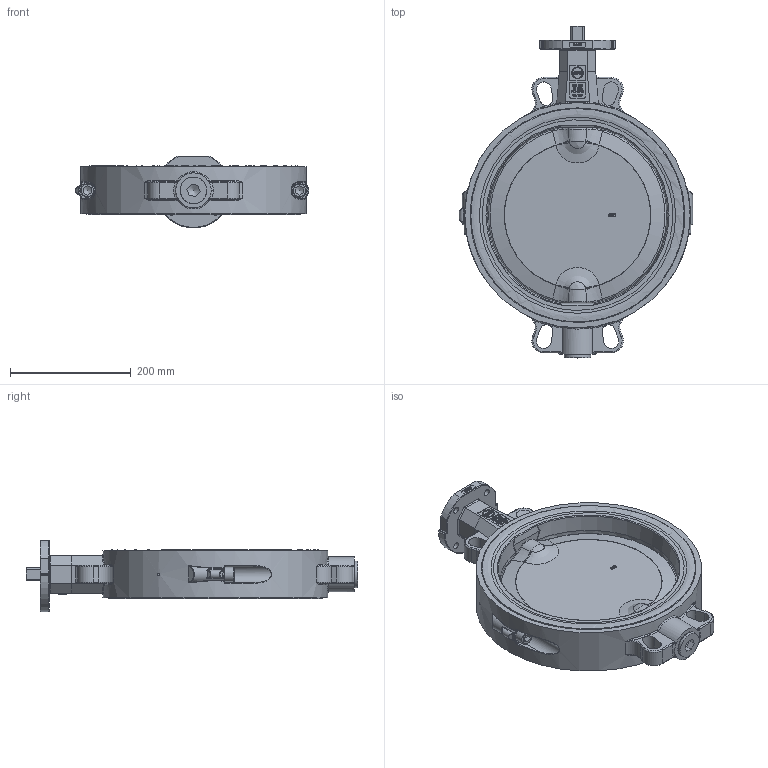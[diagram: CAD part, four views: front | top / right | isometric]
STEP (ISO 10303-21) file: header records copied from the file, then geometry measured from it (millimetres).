
FILE_DESCRIPTION((''),'2;1');
FILE_NAME('Z611-A DN300.stp','2007-09-28T11:17:20',('hellwig'),(''),'Autodesk Inventor 11','Autodesk Inventor 11','');
FILE_SCHEMA(('AUTOMOTIVE_DESIGN { 1 0 10303 214 1 1 1 1 }'));
Length unit declared in the file: millimetre
Products named in the file (1): Bauteil191
Bounding box: 386.98 x 551 x 119.5 mm (x, y, z)
Volume: 5240130.8 mm3; surface area: 622090.3 mm2
Topology: 1 solids, 19 shells, 1114 faces, 2876 edges, 1829 vertices
Faces by surface type: bspline 453, plane 402, cylinder 157, torus 51, cone 49, sphere 2
Full cylindrical faces by diameter (mm): 2.5 x1, 3 x2, 3.2 x2, 13.835 x2, 16 x2, 16.5 x2, 24 x2, 30 x7, 30.1 x1, 31 x1, 35 x1, 38 x1, 38.3 x1, 43.9 x1, 44 x2, 44.1 x2, 313.3 x2, 346 x1, 346.8 x1, 355.8 x1, 356 x1, 374 x1
Entity records: 46765 total; most frequent: CARTESIAN_POINT 23147, ORIENTED_EDGE 5342, DIRECTION 3754, EDGE_CURVE 2671, VERTEX_POINT 1765, EDGE_LOOP 1344, AXIS2_PLACEMENT_3D 1283, VECTOR 1188
